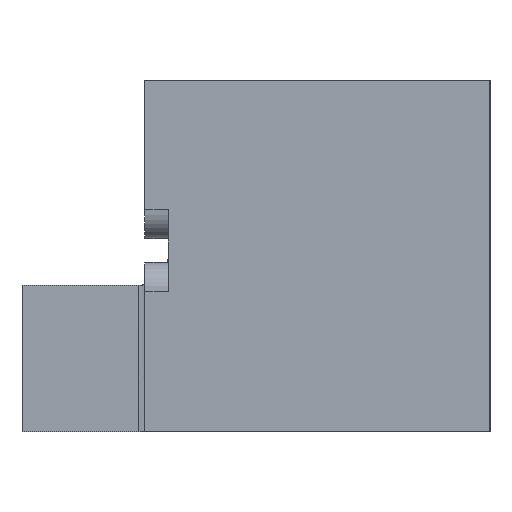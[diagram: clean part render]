
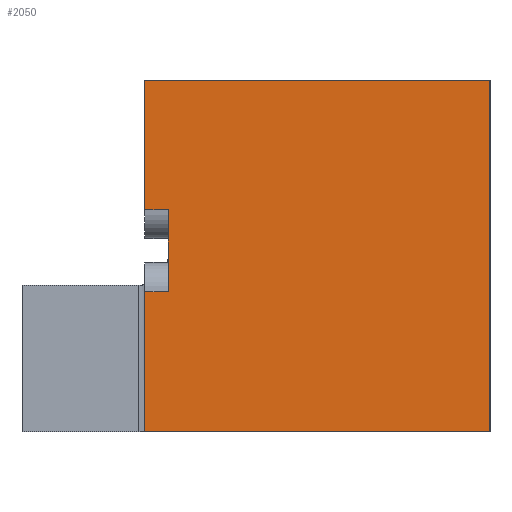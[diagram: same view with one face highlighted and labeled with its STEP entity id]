
A CAD part, left-side view. The second image highlights one B-rep face of the part: STEP entity #2050.
In plain terms, the highlighted planar face has unit normal (-1, 0, 0).
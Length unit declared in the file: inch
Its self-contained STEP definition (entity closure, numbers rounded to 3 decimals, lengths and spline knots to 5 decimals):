
#105=PLANE('',#2251);
#211=FACE_OUTER_BOUND('',#342,.T.);
#342=EDGE_LOOP('',(#1896,#1897,#1898,#1899,#1900,#1901,#1902,#1903));
#344=LINE('',#2846,#553);
#348=LINE('',#2855,#557);
#351=LINE('',#2866,#560);
#356=LINE('',#2879,#565);
#397=LINE('',#2998,#606);
#416=LINE('',#3052,#625);
#484=LINE('',#3228,#693);
#534=LINE('',#3366,#743);
#553=VECTOR('',#2261,0.3937);
#557=VECTOR('',#2269,0.3937);
#560=VECTOR('',#2278,0.3937);
#565=VECTOR('',#2289,0.3937);
#606=VECTOR('',#2384,0.3937);
#625=VECTOR('',#2425,0.3937);
#693=VECTOR('',#2589,0.3937);
#743=VECTOR('',#2751,0.3937);
#841=VERTEX_POINT('',#2839);
#844=VERTEX_POINT('',#2844);
#847=VERTEX_POINT('',#2854);
#851=VERTEX_POINT('',#2863);
#852=VERTEX_POINT('',#2865);
#857=VERTEX_POINT('',#2877);
#929=VERTEX_POINT('',#3045);
#932=VERTEX_POINT('',#3050);
#1037=EDGE_CURVE('',#844,#841,#344,.T.);
#1041=EDGE_CURVE('',#841,#847,#348,.T.);
#1046=EDGE_CURVE('',#851,#852,#351,.T.);
#1053=EDGE_CURVE('',#857,#851,#356,.T.);
#1113=EDGE_CURVE('',#852,#844,#397,.T.);
#1137=EDGE_CURVE('',#932,#929,#416,.T.);
#1227=EDGE_CURVE('',#847,#932,#484,.T.);
#1299=EDGE_CURVE('',#929,#857,#534,.T.);
#1896=ORIENTED_EDGE('',*,*,#1113,.F.);
#1897=ORIENTED_EDGE('',*,*,#1046,.F.);
#1898=ORIENTED_EDGE('',*,*,#1053,.F.);
#1899=ORIENTED_EDGE('',*,*,#1299,.F.);
#1900=ORIENTED_EDGE('',*,*,#1137,.F.);
#1901=ORIENTED_EDGE('',*,*,#1227,.F.);
#1902=ORIENTED_EDGE('',*,*,#1041,.F.);
#1903=ORIENTED_EDGE('',*,*,#1037,.F.);
#2050=ADVANCED_FACE('',(#211),#105,.T.);
#2251=AXIS2_PLACEMENT_3D('',#3426,#2835,#2836);
#2261=DIRECTION('',(0.,1.,0.));
#2269=DIRECTION('',(0.,0.,1.));
#2278=DIRECTION('',(0.,-1.,0.));
#2289=DIRECTION('',(0.,0.,1.));
#2384=DIRECTION('',(0.,0.,1.));
#2425=DIRECTION('',(0.,0.,-1.));
#2589=DIRECTION('',(0.,-1.,0.));
#2751=DIRECTION('',(0.,1.,0.));
#2835=DIRECTION('center_axis',(-1.,0.,0.));
#2836=DIRECTION('ref_axis',(0.,0.,-1.));
#2839=CARTESIAN_POINT('',(0.,0.1,-0.55193));
#2844=CARTESIAN_POINT('',(0.,0.,-0.55193));
#2846=CARTESIAN_POINT('',(0.,0.,-0.55193));
#2854=CARTESIAN_POINT('',(0.,0.1,0.));
#2855=CARTESIAN_POINT('',(0.,0.1,-0.71346));
#2863=CARTESIAN_POINT('',(0.,0.1,-0.90193));
#2865=CARTESIAN_POINT('',(0.,0.,-0.90193));
#2866=CARTESIAN_POINT('',(0.,0.,-0.90193));
#2877=CARTESIAN_POINT('',(0.,0.1,-1.5));
#2879=CARTESIAN_POINT('',(0.,0.1,-1.125));
#2998=CARTESIAN_POINT('',(0.,0.,-1.5));
#3045=CARTESIAN_POINT('',(0.,-1.375,-1.5));
#3050=CARTESIAN_POINT('',(0.,-1.375,0.));
#3052=CARTESIAN_POINT('',(0.,-1.375,0.));
#3228=CARTESIAN_POINT('',(0.,0.,0.));
#3366=CARTESIAN_POINT('',(0.,0.,-1.5));
#3426=CARTESIAN_POINT('Origin',(0.,0.,0.));
